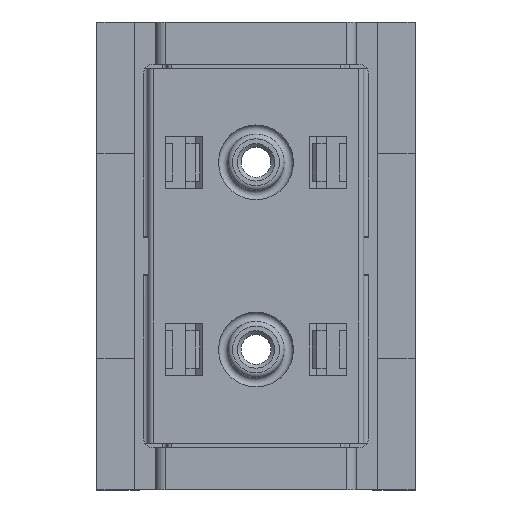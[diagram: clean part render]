
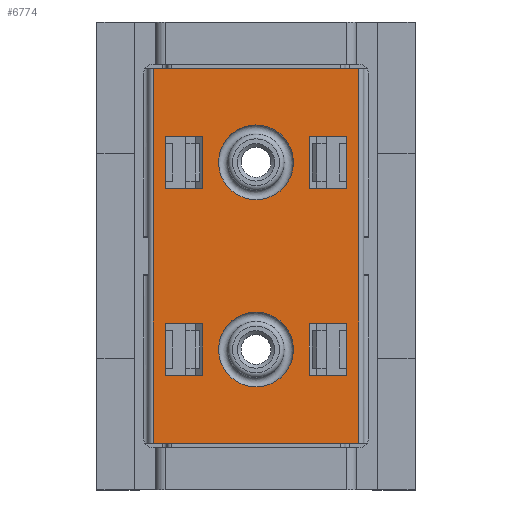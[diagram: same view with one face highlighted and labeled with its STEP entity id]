
A CAD part, top view. The second image highlights one B-rep face of the part: STEP entity #6774.
In plain terms, the highlighted planar face has unit normal (0, 0, 1).
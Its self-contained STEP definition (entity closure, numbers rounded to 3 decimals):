
#491=LINE('',#10033,#1313);
#492=LINE('',#10037,#1314);
#497=LINE('',#10056,#1319);
#498=LINE('',#10058,#1320);
#501=LINE('',#10065,#1323);
#505=LINE('',#10073,#1327);
#509=LINE('',#10080,#1331);
#510=LINE('',#10083,#1332);
#515=LINE('',#10091,#1337);
#563=LINE('',#10188,#1385);
#584=LINE('',#10225,#1406);
#717=LINE('',#10501,#1539);
#732=LINE('',#10531,#1554);
#735=LINE('',#10538,#1557);
#766=LINE('',#10596,#1588);
#768=LINE('',#10599,#1590);
#769=LINE('',#10600,#1591);
#770=LINE('',#10602,#1592);
#771=LINE('',#10604,#1593);
#772=LINE('',#10605,#1594);
#1313=VECTOR('',#8188,40.);
#1314=VECTOR('',#8193,22.);
#1319=VECTOR('',#8212,40.);
#1320=VECTOR('',#8215,22.);
#1323=VECTOR('',#8220,5.5);
#1327=VECTOR('',#8226,5.5);
#1331=VECTOR('',#8232,5.5);
#1332=VECTOR('',#8235,4.);
#1337=VECTOR('',#8242,5.5);
#1385=VECTOR('',#8330,4.);
#1406=VECTOR('',#8355,4.);
#1539=VECTOR('',#8626,4.);
#1554=VECTOR('',#8653,5.5);
#1557=VECTOR('',#8658,5.5);
#1588=VECTOR('',#8707,5.5);
#1590=VECTOR('',#8711,4.);
#1591=VECTOR('',#8712,4.);
#1592=VECTOR('',#8713,4.);
#1593=VECTOR('',#8714,5.5);
#1594=VECTOR('',#8715,4.);
#1894=PLANE('',#7176);
#1951=FACE_BOUND('',#2567,.T.);
#1952=FACE_BOUND('',#2568,.T.);
#1953=FACE_BOUND('',#2569,.T.);
#1954=FACE_BOUND('',#2570,.T.);
#1955=FACE_BOUND('',#2571,.T.);
#1956=FACE_BOUND('',#2572,.T.);
#2233=FACE_OUTER_BOUND('',#2566,.T.);
#2566=EDGE_LOOP('',(#5828,#5829,#5830,#5831));
#2567=EDGE_LOOP('',(#5832));
#2568=EDGE_LOOP('',(#5833));
#2569=EDGE_LOOP('',(#5834,#5835,#5836,#5837));
#2570=EDGE_LOOP('',(#5838,#5839,#5840,#5841));
#2571=EDGE_LOOP('',(#5842,#5843,#5844,#5845));
#2572=EDGE_LOOP('',(#5846,#5847,#5848,#5849));
#2691=CIRCLE('',#7070,4.);
#2692=CIRCLE('',#7072,4.);
#3125=VERTEX_POINT('',#10030);
#3126=VERTEX_POINT('',#10032);
#3127=VERTEX_POINT('',#10036);
#3134=VERTEX_POINT('',#10054);
#3136=VERTEX_POINT('',#10062);
#3137=VERTEX_POINT('',#10064);
#3139=VERTEX_POINT('',#10070);
#3140=VERTEX_POINT('',#10072);
#3141=VERTEX_POINT('',#10076);
#3142=VERTEX_POINT('',#10078);
#3143=VERTEX_POINT('',#10082);
#3145=VERTEX_POINT('',#10090);
#3146=VERTEX_POINT('',#10094);
#3147=VERTEX_POINT('',#10097);
#3270=VERTEX_POINT('',#10527);
#3271=VERTEX_POINT('',#10529);
#3273=VERTEX_POINT('',#10535);
#3274=VERTEX_POINT('',#10537);
#3291=VERTEX_POINT('',#10593);
#3292=VERTEX_POINT('',#10595);
#3293=VERTEX_POINT('',#10601);
#3294=VERTEX_POINT('',#10603);
#3889=EDGE_CURVE('',#3126,#3125,#491,.T.);
#3891=EDGE_CURVE('',#3126,#3127,#492,.T.);
#3902=EDGE_CURVE('',#3127,#3134,#497,.T.);
#3903=EDGE_CURVE('',#3125,#3134,#498,.T.);
#3906=EDGE_CURVE('',#3137,#3136,#501,.T.);
#3910=EDGE_CURVE('',#3140,#3139,#505,.T.);
#3914=EDGE_CURVE('',#3142,#3141,#509,.T.);
#3915=EDGE_CURVE('',#3143,#3141,#510,.T.);
#3920=EDGE_CURVE('',#3145,#3143,#515,.T.);
#3922=EDGE_CURVE('',#3146,#3146,#2691,.T.);
#3923=EDGE_CURVE('',#3147,#3147,#2692,.T.);
#3970=EDGE_CURVE('',#3139,#3137,#563,.T.);
#3991=EDGE_CURVE('',#3136,#3140,#584,.T.);
#4137=EDGE_CURVE('',#3142,#3145,#717,.T.);
#4152=EDGE_CURVE('',#3271,#3270,#732,.T.);
#4155=EDGE_CURVE('',#3274,#3273,#735,.T.);
#4186=EDGE_CURVE('',#3292,#3291,#766,.T.);
#4188=EDGE_CURVE('',#3271,#3274,#768,.T.);
#4189=EDGE_CURVE('',#3273,#3270,#769,.T.);
#4190=EDGE_CURVE('',#3291,#3293,#770,.T.);
#4191=EDGE_CURVE('',#3293,#3294,#771,.T.);
#4192=EDGE_CURVE('',#3294,#3292,#772,.T.);
#5828=ORIENTED_EDGE('',*,*,#3903,.T.);
#5829=ORIENTED_EDGE('',*,*,#3902,.F.);
#5830=ORIENTED_EDGE('',*,*,#3891,.F.);
#5831=ORIENTED_EDGE('',*,*,#3889,.T.);
#5832=ORIENTED_EDGE('',*,*,#3923,.T.);
#5833=ORIENTED_EDGE('',*,*,#3922,.T.);
#5834=ORIENTED_EDGE('',*,*,#4188,.T.);
#5835=ORIENTED_EDGE('',*,*,#4155,.T.);
#5836=ORIENTED_EDGE('',*,*,#4189,.T.);
#5837=ORIENTED_EDGE('',*,*,#4152,.F.);
#5838=ORIENTED_EDGE('',*,*,#4137,.T.);
#5839=ORIENTED_EDGE('',*,*,#3920,.T.);
#5840=ORIENTED_EDGE('',*,*,#3915,.T.);
#5841=ORIENTED_EDGE('',*,*,#3914,.F.);
#5842=ORIENTED_EDGE('',*,*,#4186,.T.);
#5843=ORIENTED_EDGE('',*,*,#4190,.T.);
#5844=ORIENTED_EDGE('',*,*,#4191,.T.);
#5845=ORIENTED_EDGE('',*,*,#4192,.T.);
#5846=ORIENTED_EDGE('',*,*,#3910,.T.);
#5847=ORIENTED_EDGE('',*,*,#3970,.T.);
#5848=ORIENTED_EDGE('',*,*,#3906,.T.);
#5849=ORIENTED_EDGE('',*,*,#3991,.T.);
#6774=ADVANCED_FACE('',(#2233,#1951,#1952,#1953,#1954,#1955,#1956),#1894,
 .T.);
#7070=AXIS2_PLACEMENT_3D('',#10095,#8246,#8247);
#7072=AXIS2_PLACEMENT_3D('',#10098,#8250,#8251);
#7176=AXIS2_PLACEMENT_3D('',#10598,#8709,#8710);
#8188=DIRECTION('',(0.,1.,0.));
#8193=DIRECTION('',(-1.,0.,0.));
#8212=DIRECTION('',(0.,1.,0.));
#8215=DIRECTION('',(-1.,0.,0.));
#8220=DIRECTION('',(0.,-1.,0.));
#8226=DIRECTION('',(0.,1.,0.));
#8232=DIRECTION('',(0.,1.,0.));
#8235=DIRECTION('',(1.,0.,0.));
#8242=DIRECTION('',(0.,1.,0.));
#8246=DIRECTION('center_axis',(0.,0.,-1.));
#8247=DIRECTION('ref_axis',(1.,0.,0.));
#8250=DIRECTION('center_axis',(0.,0.,-1.));
#8251=DIRECTION('ref_axis',(1.,0.,0.));
#8330=DIRECTION('',(1.,0.,0.));
#8355=DIRECTION('',(-1.,0.,0.));
#8626=DIRECTION('',(-1.,0.,0.));
#8653=DIRECTION('',(0.,1.,0.));
#8658=DIRECTION('',(0.,1.,0.));
#8707=DIRECTION('',(0.,1.,0.));
#8709=DIRECTION('center_axis',(0.,0.,1.));
#8710=DIRECTION('ref_axis',(1.,0.,0.));
#8711=DIRECTION('',(-1.,0.,0.));
#8712=DIRECTION('',(1.,0.,0.));
#8713=DIRECTION('',(1.,0.,0.));
#8714=DIRECTION('',(0.,-1.,0.));
#8715=DIRECTION('',(-1.,0.,0.));
#10030=CARTESIAN_POINT('',(11.,-260.001,9.5));
#10032=CARTESIAN_POINT('',(11.,-300.001,9.5));
#10033=CARTESIAN_POINT('',(11.,-300.001,9.5));
#10036=CARTESIAN_POINT('',(-11.,-300.001,9.5));
#10037=CARTESIAN_POINT('',(11.,-300.001,9.5));
#10054=CARTESIAN_POINT('',(-11.,-260.001,9.5));
#10056=CARTESIAN_POINT('',(-11.,-300.001,9.5));
#10058=CARTESIAN_POINT('',(11.,-260.001,9.5));
#10062=CARTESIAN_POINT('',(9.7,-272.751,9.5));
#10064=CARTESIAN_POINT('',(9.7,-267.251,9.5));
#10065=CARTESIAN_POINT('',(9.7,-267.251,9.5));
#10070=CARTESIAN_POINT('',(5.7,-267.251,9.5));
#10072=CARTESIAN_POINT('',(5.7,-272.751,9.5));
#10073=CARTESIAN_POINT('',(5.7,-272.751,9.5));
#10076=CARTESIAN_POINT('',(-5.7,-267.251,9.5));
#10078=CARTESIAN_POINT('',(-5.7,-272.751,9.5));
#10080=CARTESIAN_POINT('',(-5.7,-272.751,9.5));
#10082=CARTESIAN_POINT('',(-9.7,-267.251,9.5));
#10083=CARTESIAN_POINT('',(-9.7,-267.251,9.5));
#10090=CARTESIAN_POINT('',(-9.7,-272.751,9.5));
#10091=CARTESIAN_POINT('',(-9.7,-272.751,9.5));
#10094=CARTESIAN_POINT('',(4.,-270.001,9.5));
#10095=CARTESIAN_POINT('Origin',(0.,-270.001,9.5));
#10097=CARTESIAN_POINT('',(4.,-290.001,9.5));
#10098=CARTESIAN_POINT('Origin',(0.,-290.001,9.5));
#10188=CARTESIAN_POINT('',(5.7,-267.251,9.5));
#10225=CARTESIAN_POINT('',(9.7,-272.751,9.5));
#10501=CARTESIAN_POINT('',(-5.7,-272.751,9.5));
#10527=CARTESIAN_POINT('',(-5.7,-287.251,9.5));
#10529=CARTESIAN_POINT('',(-5.7,-292.751,9.5));
#10531=CARTESIAN_POINT('',(-5.7,-292.751,9.5));
#10535=CARTESIAN_POINT('',(-9.7,-287.251,9.5));
#10537=CARTESIAN_POINT('',(-9.7,-292.751,9.5));
#10538=CARTESIAN_POINT('',(-9.7,-292.751,9.5));
#10593=CARTESIAN_POINT('',(5.7,-287.251,9.5));
#10595=CARTESIAN_POINT('',(5.7,-292.751,9.5));
#10596=CARTESIAN_POINT('',(5.7,-292.751,9.5));
#10598=CARTESIAN_POINT('Origin',(-3.,-300.001,9.5));
#10599=CARTESIAN_POINT('',(-5.7,-292.751,9.5));
#10600=CARTESIAN_POINT('',(-9.7,-287.251,9.5));
#10601=CARTESIAN_POINT('',(9.7,-287.251,9.5));
#10602=CARTESIAN_POINT('',(5.7,-287.251,9.5));
#10603=CARTESIAN_POINT('',(9.7,-292.751,9.5));
#10604=CARTESIAN_POINT('',(9.7,-287.251,9.5));
#10605=CARTESIAN_POINT('',(9.7,-292.751,9.5));
